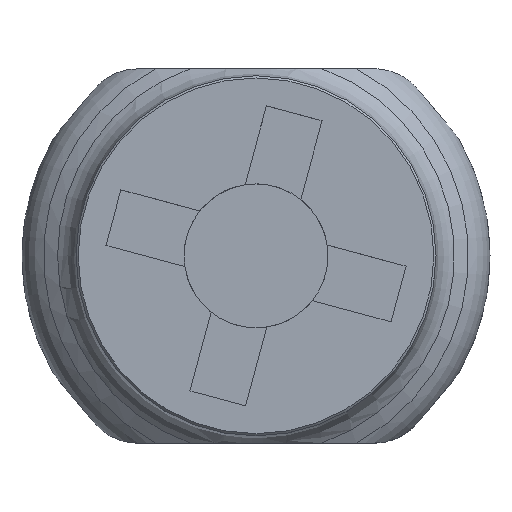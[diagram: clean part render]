
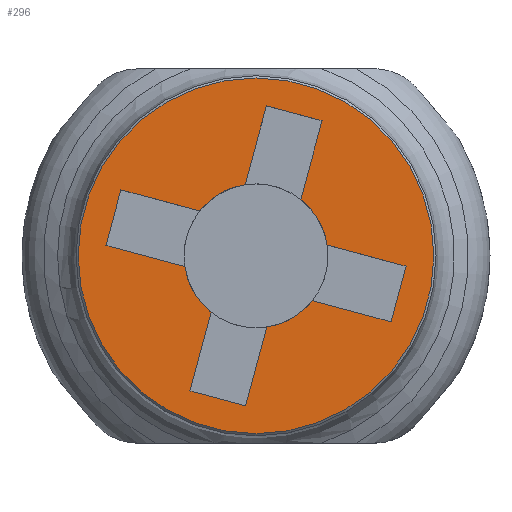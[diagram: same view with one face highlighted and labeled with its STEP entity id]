
A CAD part, top view. The second image highlights one B-rep face of the part: STEP entity #296.
In plain terms, the highlighted planar face has unit normal (0, 0, 1).
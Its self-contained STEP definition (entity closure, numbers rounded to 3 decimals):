
#67=PLANE('',#992);
#152=LINE('',#1524,#222);
#155=LINE('',#1530,#225);
#159=LINE('',#1539,#229);
#164=LINE('',#1551,#234);
#165=LINE('',#1553,#235);
#170=LINE('',#1565,#240);
#175=LINE('',#1588,#245);
#176=LINE('',#1590,#246);
#177=LINE('',#1592,#247);
#178=LINE('',#1594,#248);
#179=LINE('',#1595,#249);
#180=LINE('',#1597,#250);
#222=VECTOR('',#1143,1.);
#225=VECTOR('',#1148,1.);
#229=VECTOR('',#1154,1.);
#234=VECTOR('',#1165,1.);
#235=VECTOR('',#1168,1.);
#240=VECTOR('',#1179,1.);
#245=VECTOR('',#1202,1.);
#246=VECTOR('',#1203,1.);
#247=VECTOR('',#1204,1.);
#248=VECTOR('',#1205,1.);
#249=VECTOR('',#1206,1.);
#250=VECTOR('',#1207,1.);
#296=ADVANCED_FACE('',(#341,#342),#67,.T.);
#341=FACE_BOUND('',#382,.T.);
#342=FACE_BOUND('',#383,.T.);
#382=EDGE_LOOP('',(#585,#586,#587,#588,#589,#590,#591,#592,#593,#594,#595,
#596,#597,#598,#599,#600));
#383=EDGE_LOOP('',(#601));
#585=ORIENTED_EDGE('',*,*,#835,.F.);
#586=ORIENTED_EDGE('',*,*,#824,.F.);
#587=ORIENTED_EDGE('',*,*,#810,.T.);
#588=ORIENTED_EDGE('',*,*,#803,.T.);
#589=ORIENTED_EDGE('',*,*,#816,.T.);
#590=ORIENTED_EDGE('',*,*,#833,.F.);
#591=ORIENTED_EDGE('',*,*,#836,.T.);
#592=ORIENTED_EDGE('',*,*,#837,.F.);
#593=ORIENTED_EDGE('',*,*,#838,.F.);
#594=ORIENTED_EDGE('',*,*,#829,.F.);
#595=ORIENTED_EDGE('',*,*,#817,.T.);
#596=ORIENTED_EDGE('',*,*,#806,.T.);
#597=ORIENTED_EDGE('',*,*,#823,.T.);
#598=ORIENTED_EDGE('',*,*,#828,.F.);
#599=ORIENTED_EDGE('',*,*,#839,.T.);
#600=ORIENTED_EDGE('',*,*,#840,.F.);
#601=ORIENTED_EDGE('',*,*,#801,.T.);
#693=VERTEX_POINT('',#1519);
#695=VERTEX_POINT('',#1523);
#696=VERTEX_POINT('',#1525);
#698=VERTEX_POINT('',#1531);
#699=VERTEX_POINT('',#1532);
#702=VERTEX_POINT('',#1540);
#705=VERTEX_POINT('',#1550);
#706=VERTEX_POINT('',#1554);
#709=VERTEX_POINT('',#1564);
#710=VERTEX_POINT('',#1568);
#713=VERTEX_POINT('',#1574);
#714=VERTEX_POINT('',#1577);
#717=VERTEX_POINT('',#1583);
#719=VERTEX_POINT('',#1589);
#720=VERTEX_POINT('',#1591);
#721=VERTEX_POINT('',#1593);
#722=VERTEX_POINT('',#1596);
#801=EDGE_CURVE('',#693,#693,#873,.T.);
#803=EDGE_CURVE('',#696,#695,#152,.T.);
#806=EDGE_CURVE('',#698,#699,#155,.T.);
#810=EDGE_CURVE('',#702,#696,#159,.T.);
#816=EDGE_CURVE('',#695,#705,#164,.T.);
#817=EDGE_CURVE('',#706,#698,#165,.T.);
#823=EDGE_CURVE('',#699,#709,#170,.T.);
#824=EDGE_CURVE('',#702,#710,#876,.T.);
#828=EDGE_CURVE('',#713,#709,#878,.T.);
#829=EDGE_CURVE('',#706,#714,#879,.T.);
#833=EDGE_CURVE('',#717,#705,#881,.T.);
#835=EDGE_CURVE('',#710,#719,#175,.T.);
#836=EDGE_CURVE('',#717,#720,#176,.T.);
#837=EDGE_CURVE('',#721,#720,#177,.T.);
#838=EDGE_CURVE('',#714,#721,#178,.T.);
#839=EDGE_CURVE('',#713,#722,#179,.T.);
#840=EDGE_CURVE('',#719,#722,#180,.T.);
#873=CIRCLE('',#972,49.4);
#876=CIRCLE('',#984,20.);
#878=CIRCLE('',#986,20.);
#879=CIRCLE('',#987,20.);
#881=CIRCLE('',#989,20.);
#972=AXIS2_PLACEMENT_3D('',#1518,#1138,#1139);
#984=AXIS2_PLACEMENT_3D('',#1567,#1182,#1183);
#986=AXIS2_PLACEMENT_3D('',#1575,#1188,#1189);
#987=AXIS2_PLACEMENT_3D('',#1576,#1190,#1191);
#989=AXIS2_PLACEMENT_3D('',#1584,#1196,#1197);
#992=AXIS2_PLACEMENT_3D('',#1598,#1208,#1209);
#1138=DIRECTION('',(0.,0.,1.));
#1139=DIRECTION('',(1.,0.,0.));
#1143=DIRECTION('',(0.966,-0.259,0.));
#1148=DIRECTION('',(-0.966,0.259,0.));
#1154=DIRECTION('',(0.259,0.966,0.));
#1165=DIRECTION('',(-0.259,-0.966,0.));
#1168=DIRECTION('',(-0.259,-0.966,0.));
#1179=DIRECTION('',(0.259,0.966,0.));
#1182=DIRECTION('',(0.,0.,1.));
#1183=DIRECTION('',(1.,0.,0.));
#1188=DIRECTION('',(0.,0.,1.));
#1189=DIRECTION('',(1.,0.,0.));
#1190=DIRECTION('',(0.,0.,1.));
#1191=DIRECTION('',(1.,0.,0.));
#1196=DIRECTION('',(0.,0.,1.));
#1197=DIRECTION('',(1.,0.,0.));
#1202=DIRECTION('',(-0.966,0.259,0.));
#1203=DIRECTION('',(0.966,-0.259,0.));
#1204=DIRECTION('',(0.259,0.966,0.));
#1205=DIRECTION('',(0.966,-0.259,0.));
#1206=DIRECTION('',(-0.966,0.259,0.));
#1207=DIRECTION('',(-0.259,-0.966,0.));
#1208=DIRECTION('',(0.,0.,1.));
#1209=DIRECTION('',(1.,0.,0.));
#1518=CARTESIAN_POINT('',(0.,0.,0.));
#1519=CARTESIAN_POINT('',(49.4,0.,0.));
#1523=CARTESIAN_POINT('',(18.339,37.532,0.));
#1524=CARTESIAN_POINT('',(16.48,38.031,0.));
#1525=CARTESIAN_POINT('',(2.884,41.674,0.));
#1530=CARTESIAN_POINT('',(-16.48,-38.031,0.));
#1531=CARTESIAN_POINT('',(-2.884,-41.674,0.));
#1532=CARTESIAN_POINT('',(-18.339,-37.532,0.));
#1539=CARTESIAN_POINT('',(2.367,39.742,0.));
#1540=CARTESIAN_POINT('',(-2.983,19.776,0.));
#1550=CARTESIAN_POINT('',(12.472,15.635,0.));
#1551=CARTESIAN_POINT('',(9.151,3.242,0.));
#1553=CARTESIAN_POINT('',(-2.367,-39.742,0.));
#1554=CARTESIAN_POINT('',(2.983,-19.776,0.));
#1564=CARTESIAN_POINT('',(-12.472,-15.635,0.));
#1565=CARTESIAN_POINT('',(-9.151,-3.242,0.));
#1567=CARTESIAN_POINT('',(0.,0.,
0.));
#1568=CARTESIAN_POINT('',(-15.635,12.472,0.));
#1574=CARTESIAN_POINT('',(-19.776,-2.983,0.));
#1575=CARTESIAN_POINT('',(0.,0.,
0.));
#1576=CARTESIAN_POINT('',(0.,0.,
0.));
#1577=CARTESIAN_POINT('',(15.635,-12.472,0.));
#1583=CARTESIAN_POINT('',(19.776,2.983,0.));
#1584=CARTESIAN_POINT('',(0.,0.,
0.));
#1588=CARTESIAN_POINT('',(-44.58,20.227,0.));
#1589=CARTESIAN_POINT('',(-37.532,18.339,0.));
#1590=CARTESIAN_POINT('',(-44.58,20.227,0.));
#1591=CARTESIAN_POINT('',(41.674,-2.884,0.));
#1592=CARTESIAN_POINT('',(36.254,-23.112,0.));
#1593=CARTESIAN_POINT('',(37.532,-18.339,0.));
#1594=CARTESIAN_POINT('',(-48.721,4.773,0.));
#1595=CARTESIAN_POINT('',(-48.721,4.773,0.));
#1596=CARTESIAN_POINT('',(-41.674,2.884,0.));
#1597=CARTESIAN_POINT('',(-42.952,-1.888,0.));
#1598=CARTESIAN_POINT('',(-50.,0.,0.));
